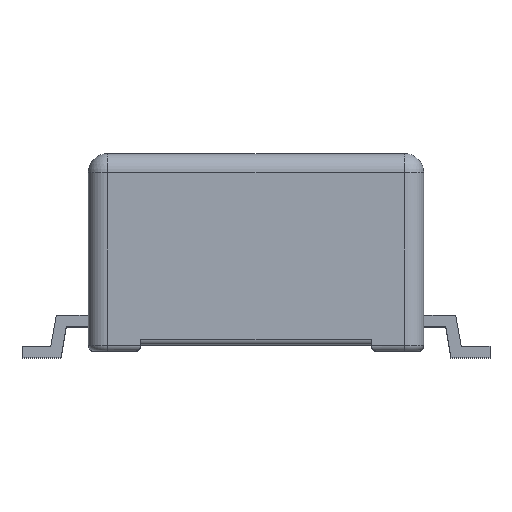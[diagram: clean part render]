
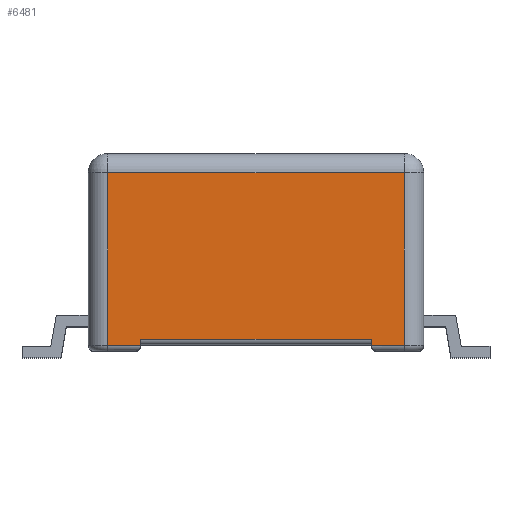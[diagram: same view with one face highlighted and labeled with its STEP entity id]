
A CAD part, top view. The second image highlights one B-rep face of the part: STEP entity #6481.
In plain terms, the highlighted planar face has unit normal (0, 0, 1).
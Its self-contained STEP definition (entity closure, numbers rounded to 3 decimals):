
#96 = CARTESIAN_POINT ( 'NONE',  ( -2.45, -4.2, 0. ) ) ;
#126 = CARTESIAN_POINT ( 'NONE',  ( 2.45, -4.08, 0. ) ) ;
#286 = CARTESIAN_POINT ( 'NONE',  ( 2.45, -4.2, 0. ) ) ;
#371 = EDGE_CURVE ( 'NONE', #4547, #6012, #4602, .T. ) ;
#423 = DIRECTION ( 'NONE',  ( 0., 0., 1. ) ) ;
#575 = VECTOR ( 'NONE', #2920, 1000. ) ;
#686 = DIRECTION ( 'NONE',  ( 0., 1., 0. ) ) ;
#793 = VECTOR ( 'NONE', #2425, 1000. ) ;
#842 = ORIENTED_EDGE ( 'NONE', *, *, #1252, .F. ) ;
#878 = LINE ( 'NONE', #914, #575 ) ;
#914 = CARTESIAN_POINT ( 'NONE',  ( 0., -0.41, 0. ) ) ;
#949 = DIRECTION ( 'NONE',  ( 1., 0., 0. ) ) ;
#957 = ORIENTED_EDGE ( 'NONE', *, *, #3714, .T. ) ;
#979 = LINE ( 'NONE', #3381, #2076 ) ;
#1019 = LINE ( 'NONE', #6417, #793 ) ;
#1044 = EDGE_CURVE ( 'NONE', #6406, #5022, #979, .T. ) ;
#1159 = ORIENTED_EDGE ( 'NONE', *, *, #2205, .F. ) ;
#1252 = EDGE_CURVE ( 'NONE', #5022, #4432, #5685, .T. ) ;
#1578 = LINE ( 'NONE', #6164, #6467 ) ;
#1610 = DIRECTION ( 'NONE',  ( 1., 0., 0. ) ) ;
#1900 = EDGE_CURVE ( 'NONE', #5390, #2837, #3133, .T. ) ;
#1925 = CARTESIAN_POINT ( 'NONE',  ( -3.16, -0.41, 0. ) ) ;
#1936 = CARTESIAN_POINT ( 'NONE',  ( -2.45, -4.08, 0. ) ) ;
#1985 = EDGE_CURVE ( 'NONE', #2837, #4432, #1578, .T. ) ;
#2076 = VECTOR ( 'NONE', #4940, 1000. ) ;
#2112 = ORIENTED_EDGE ( 'NONE', *, *, #5770, .T. ) ;
#2161 = DIRECTION ( 'NONE',  ( 0., -1., 0. ) ) ;
#2191 = VERTEX_POINT ( 'NONE', #3959 ) ;
#2205 = EDGE_CURVE ( 'NONE', #2191, #6406, #1019, .T. ) ;
#2329 = FACE_OUTER_BOUND ( 'NONE', #3256, .T. ) ;
#2405 = ORIENTED_EDGE ( 'NONE', *, *, #1044, .F. ) ;
#2425 = DIRECTION ( 'NONE',  ( 0., -1., 0. ) ) ;
#2704 = VECTOR ( 'NONE', #2161, 1000. ) ;
#2837 = VERTEX_POINT ( 'NONE', #5484 ) ;
#2892 = AXIS2_PLACEMENT_3D ( 'NONE', #4477, #423, #949 ) ;
#2898 = CARTESIAN_POINT ( 'NONE',  ( 3.16, -4.08, 0. ) ) ;
#2920 = DIRECTION ( 'NONE',  ( -1., 0., 0. ) ) ;
#2929 = PLANE ( 'NONE',  #2892 ) ;
#3030 = LINE ( 'NONE', #3891, #5509 ) ;
#3097 = VECTOR ( 'NONE', #5636, 1000. ) ;
#3133 = LINE ( 'NONE', #96, #3097 ) ;
#3150 = CARTESIAN_POINT ( 'NONE',  ( -3.16, 0., 0. ) ) ;
#3256 = EDGE_LOOP ( 'NONE', ( #6101, #957, #6375, #4523, #842, #2405, #1159, #2112 ) ) ;
#3381 = CARTESIAN_POINT ( 'NONE',  ( 0., -4.08, 0. ) ) ;
#3714 = EDGE_CURVE ( 'NONE', #6012, #5390, #3030, .T. ) ;
#3891 = CARTESIAN_POINT ( 'NONE',  ( 0., -4.08, 0. ) ) ;
#3959 = CARTESIAN_POINT ( 'NONE',  ( 3.16, -0.41, 0. ) ) ;
#4301 = CARTESIAN_POINT ( 'NONE',  ( -3.16, -4.08, 0. ) ) ;
#4432 = VERTEX_POINT ( 'NONE', #5459 ) ;
#4477 = CARTESIAN_POINT ( 'NONE',  ( 0., 0., 0. ) ) ;
#4523 = ORIENTED_EDGE ( 'NONE', *, *, #1985, .T. ) ;
#4547 = VERTEX_POINT ( 'NONE', #1925 ) ;
#4602 = LINE ( 'NONE', #3150, #2704 ) ;
#4940 = DIRECTION ( 'NONE',  ( -1., 0., 0. ) ) ;
#5022 = VERTEX_POINT ( 'NONE', #126 ) ;
#5045 = DIRECTION ( 'NONE',  ( 1., 0., 0. ) ) ;
#5390 = VERTEX_POINT ( 'NONE', #1936 ) ;
#5459 = CARTESIAN_POINT ( 'NONE',  ( 2.45, -3.95, 0. ) ) ;
#5484 = CARTESIAN_POINT ( 'NONE',  ( -2.45, -3.95, 0. ) ) ;
#5509 = VECTOR ( 'NONE', #5045, 1000. ) ;
#5636 = DIRECTION ( 'NONE',  ( 0., 1., 0. ) ) ;
#5685 = LINE ( 'NONE', #286, #6173 ) ;
#5770 = EDGE_CURVE ( 'NONE', #2191, #4547, #878, .T. ) ;
#6012 = VERTEX_POINT ( 'NONE', #4301 ) ;
#6101 = ORIENTED_EDGE ( 'NONE', *, *, #371, .T. ) ;
#6164 = CARTESIAN_POINT ( 'NONE',  ( 0., -3.95, 0. ) ) ;
#6173 = VECTOR ( 'NONE', #686, 1000. ) ;
#6375 = ORIENTED_EDGE ( 'NONE', *, *, #1900, .T. ) ;
#6406 = VERTEX_POINT ( 'NONE', #2898 ) ;
#6417 = CARTESIAN_POINT ( 'NONE',  ( 3.16, 0., 0. ) ) ;
#6467 = VECTOR ( 'NONE', #1610, 1000. ) ;
#6481 = ADVANCED_FACE ( 'NONE', ( #2329 ), #2929, .T. ) ;
